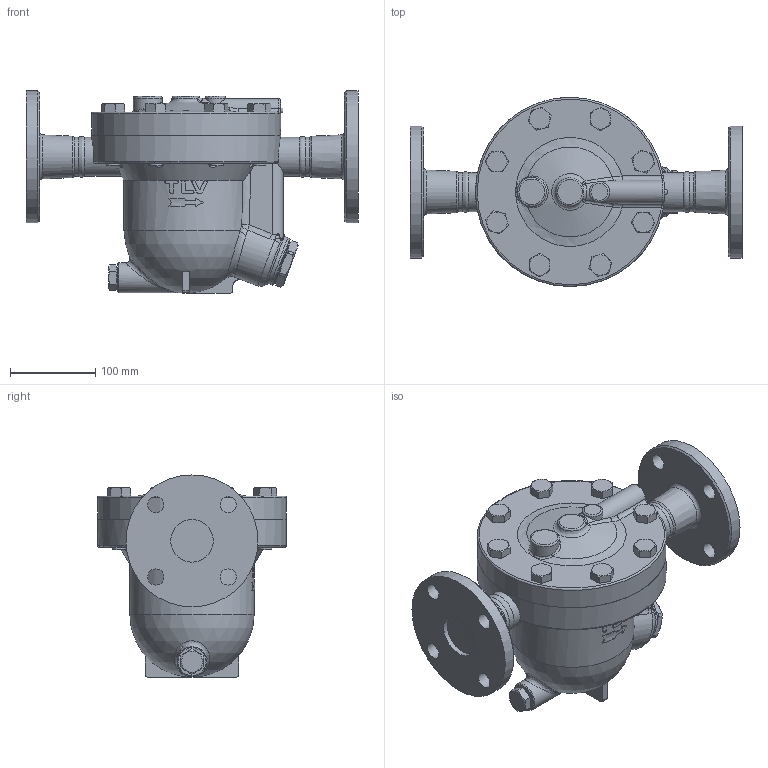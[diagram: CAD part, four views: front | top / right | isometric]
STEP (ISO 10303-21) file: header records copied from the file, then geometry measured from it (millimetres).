
FILE_DESCRIPTION((''),'2;1');
FILE_NAME('j7rmb-050-jis10-00.stp','2010-08-02T13:48:53',('nakaot'),(''),'Autodesk Inventor 2008','Autodesk Inventor 2008','');
FILE_SCHEMA(('AUTOMOTIVE_DESIGN { 1 0 10303 214 1 1 1 1 }'));
Length unit declared in the file: millimetre
Products named in the file (1): j7rmb-050-jis10-00
Bounding box: 390 x 222 x 237.5 mm (x, y, z)
Volume: 5898210.5 mm3; surface area: 382135.2 mm2
Topology: 1 solids, 1 shells, 364 faces, 885 edges, 556 vertices
Faces by surface type: plane 130, bspline 90, cone 70, cylinder 64, torus 7, sphere 3
Full cylindrical faces by diameter (mm): 16 x16, 19 x4, 21 x1, 24 x1, 34 x1, 35 x1, 46 x3, 49.5 x1, 50 x1, 58 x1, 130 x1, 155 x1, 222 x2
Entity records: 23099 total; most frequent: CARTESIAN_POINT 15730, ORIENTED_EDGE 1578, DIRECTION 1324, EDGE_CURVE 789, AXIS2_PLACEMENT_3D 565, VERTEX_POINT 531, EDGE_LOOP 500, FACE_OUTER_BOUND 364
